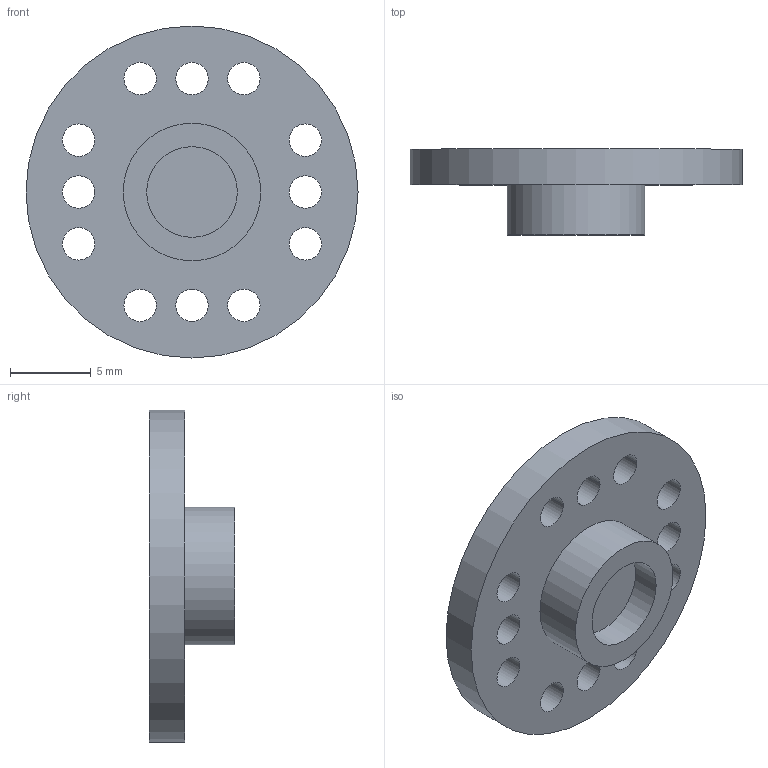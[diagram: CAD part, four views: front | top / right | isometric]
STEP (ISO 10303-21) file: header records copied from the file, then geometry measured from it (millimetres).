
FILE_DESCRIPTION(('FreeCAD Model'),'2;1');
FILE_NAME('Open CASCADE Shape Model','2022-08-02T19:49:56',('Author'),( ''),'Open CASCADE STEP processor 7.5','FreeCAD','Unknown');
FILE_SCHEMA(('AUTOMOTIVE_DESIGN { 1 0 10303 214 1 1 1 1 }'));
Length unit declared in the file: millimetre
Products named in the file (1): servo handle 4
Bounding box: 20.5 x 5.3 x 20.5 mm (x, y, z)
Volume: 774.8 mm3; surface area: 1006.7 mm2
Topology: 1 solids, 1 shells, 26 faces, 64 edges, 43 vertices
Faces by surface type: cylinder 21, plane 5
Full cylindrical faces by diameter (mm): 2 x6, 5.6 x1, 8.5 x1, 20.5 x1
Entity records: 1731 total; most frequent: CARTESIAN_POINT 322, DIRECTION 279, ORIENTED_EDGE 128, PCURVE 128, DEFINITIONAL_REPRESENTATION 128, LINE 105, VECTOR 105, CIRCLE 77
